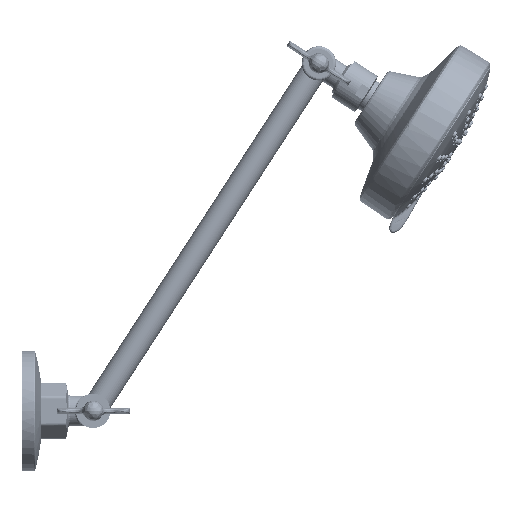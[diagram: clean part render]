
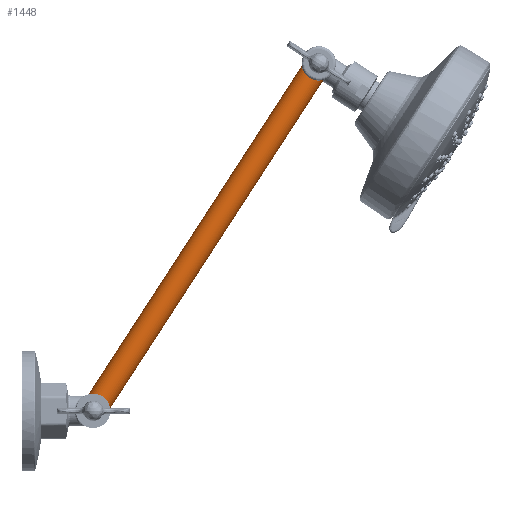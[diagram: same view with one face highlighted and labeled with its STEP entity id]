
A CAD part, left-side view. The second image highlights one B-rep face of the part: STEP entity #1448.
In plain terms, the highlighted cylindrical face has radius 7 mm (diameter 14 mm), a partial arc.
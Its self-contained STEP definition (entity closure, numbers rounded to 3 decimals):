
#1448=ADVANCED_FACE('',(#4723),#51355,.T.);
#4723=FACE_OUTER_BOUND('',#8015,.T.);
#8015=EDGE_LOOP('',(#13233,#13234,#13235,#13236));
#13233=ORIENTED_EDGE('',*,*,#28370,.T.);
#13234=ORIENTED_EDGE('',*,*,#28371,.T.);
#13235=ORIENTED_EDGE('',*,*,#28372,.T.);
#13236=ORIENTED_EDGE('',*,*,#28373,.T.);
#28370=EDGE_CURVE('',#44222,#44219,#36188,.T.);
#28371=EDGE_CURVE('',#44219,#44218,#36189,.T.);
#28372=EDGE_CURVE('',#44218,#44223,#36190,.T.);
#28373=EDGE_CURVE('',#44223,#44222,#36191,.T.);
#36188=(
BOUNDED_CURVE()
B_SPLINE_CURVE(1,(#62498,#62499),.UNSPECIFIED.,.F.,.F.)
B_SPLINE_CURVE_WITH_KNOTS((2,2),(0.,30.286),.UNSPECIFIED.)
CURVE()
GEOMETRIC_REPRESENTATION_ITEM()
RATIONAL_B_SPLINE_CURVE((1.,1.))
REPRESENTATION_ITEM('')
);
#36189=(
BOUNDED_CURVE()
B_SPLINE_CURVE(2,(#62500,#62501,#62502,#62503,#62504),.UNSPECIFIED.,.F.,
 .F.)
B_SPLINE_CURVE_WITH_KNOTS((3,2,3),(0.,1.571,3.142),
 .UNSPECIFIED.)
CURVE()
GEOMETRIC_REPRESENTATION_ITEM()
RATIONAL_B_SPLINE_CURVE((1.,0.707,1.,0.707,1.))
REPRESENTATION_ITEM('')
);
#36190=(
BOUNDED_CURVE()
B_SPLINE_CURVE(1,(#62505,#62506),.UNSPECIFIED.,.F.,.F.)
B_SPLINE_CURVE_WITH_KNOTS((2,2),(-30.286,0.),.UNSPECIFIED.)
CURVE()
GEOMETRIC_REPRESENTATION_ITEM()
RATIONAL_B_SPLINE_CURVE((1.,1.))
REPRESENTATION_ITEM('')
);
#36191=(
BOUNDED_CURVE()
B_SPLINE_CURVE(2,(#62507,#62508,#62509,#62510,#62511),.UNSPECIFIED.,.F.,
 .F.)
B_SPLINE_CURVE_WITH_KNOTS((3,2,3),(-3.142,-1.571,0.),
 .UNSPECIFIED.)
CURVE()
GEOMETRIC_REPRESENTATION_ITEM()
RATIONAL_B_SPLINE_CURVE((1.,0.707,1.,0.707,1.))
REPRESENTATION_ITEM('')
);
#44218=VERTEX_POINT('',#62490);
#44219=VERTEX_POINT('',#62491);
#44222=VERTEX_POINT('',#62494);
#44223=VERTEX_POINT('',#62495);
#51355=CYLINDRICAL_SURFACE('',#51946,7.);
#51946=AXIS2_PLACEMENT_3D('',#62485,#53043,$);
#53043=DIRECTION('',(0.,-0.545,0.839));
#62485=CARTESIAN_POINT('',(-21.05,-99.027,93.512));
#62490=CARTESIAN_POINT('',(-21.05,-47.166,0.8));
#62491=CARTESIAN_POINT('',(-21.05,-35.425,8.425));
#62494=CARTESIAN_POINT('',(-21.05,-150.888,186.223));
#62495=CARTESIAN_POINT('',(-21.05,-162.63,178.598));
#62498=CARTESIAN_POINT('',(-21.05,-150.888,186.223));
#62499=CARTESIAN_POINT('',(-21.05,-35.425,8.425));
#62500=CARTESIAN_POINT('',(-21.05,-35.425,8.425));
#62501=CARTESIAN_POINT('',(-28.05,-35.425,8.425));
#62502=CARTESIAN_POINT('',(-28.05,-41.296,4.613));
#62503=CARTESIAN_POINT('',(-28.05,-47.166,0.8));
#62504=CARTESIAN_POINT('',(-21.05,-47.166,0.8));
#62505=CARTESIAN_POINT('',(-21.05,-47.166,0.8));
#62506=CARTESIAN_POINT('',(-21.05,-162.63,178.598));
#62507=CARTESIAN_POINT('',(-21.05,-162.63,178.598));
#62508=CARTESIAN_POINT('',(-28.05,-162.63,178.598));
#62509=CARTESIAN_POINT('',(-28.05,-156.759,182.411));
#62510=CARTESIAN_POINT('',(-28.05,-150.888,186.223));
#62511=CARTESIAN_POINT('',(-21.05,-150.888,186.223));
